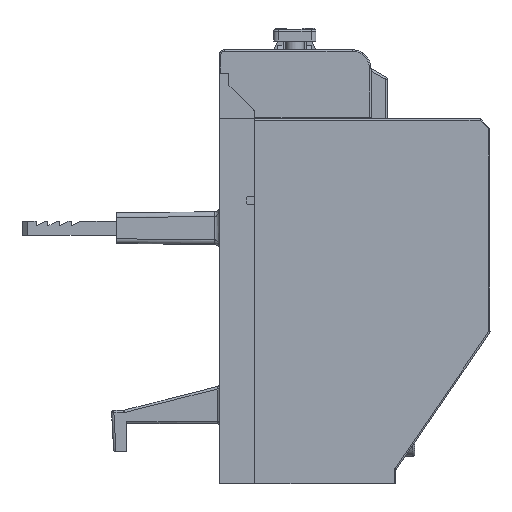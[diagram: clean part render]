
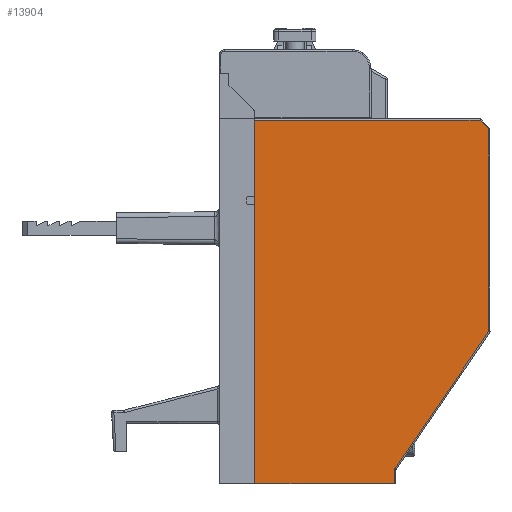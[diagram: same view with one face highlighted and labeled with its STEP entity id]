
A CAD part, left-side view. The second image highlights one B-rep face of the part: STEP entity #13904.
In plain terms, the highlighted face is planar.
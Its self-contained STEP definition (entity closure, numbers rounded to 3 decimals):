
#940=CARTESIAN_POINT('',(35.95,-15.8,0.157));
#942=DIRECTION('',(0.,0.,-1.));
#943=VECTOR('',#942,43.133);
#944=CARTESIAN_POINT('',(35.95,-15.8,0.157));
#945=LINE('',#944,#943);
#956=CARTESIAN_POINT('',(35.95,-15.8,-42.976));
#968=CARTESIAN_POINT('',(35.95,-13.976,-44.8));
#970=DIRECTION('',(0.,1.,0.));
#971=VECTOR('',#970,47.876);
#972=CARTESIAN_POINT('',(35.95,-13.976,-44.8));
#973=LINE('',#972,#971);
#3605=DIRECTION('',(0.,-0.707,0.707));
#3606=VECTOR('',#3605,2.58);
#3607=CARTESIAN_POINT('',(35.95,-13.976,-44.8));
#3608=LINE('',#3607,#3606);
#3609=DIRECTION('',(0.,0.564,0.825));
#3610=VECTOR('',#3609,35.248);
#3611=CARTESIAN_POINT('',(35.95,-15.8,0.157));
#3612=LINE('',#3611,#3610);
#3613=CARTESIAN_POINT('',(35.95,3.6,29.593));
#3614=DIRECTION('',(1.,0.,0.));
#3615=DIRECTION('',(0.,0.825,-0.564));
#3616=AXIS2_PLACEMENT_3D('',#3613,#3614,#3615);
#3618=DIRECTION('',(0.,1.,0.));
#3619=VECTOR('',#3618,29.7);
#3620=CARTESIAN_POINT('',(35.95,4.2,32.5));
#3621=LINE('',#3620,#3619);
#3622=DIRECTION('',(0.,0.,-1.));
#3623=VECTOR('',#3622,77.3);
#3624=CARTESIAN_POINT('',(35.95,33.9,32.5));
#3625=LINE('',#3624,#3623);
#3630=DIRECTION('',(0.,0.,-1.));
#3631=VECTOR('',#3630,2.907);
#3632=CARTESIAN_POINT('',(35.95,4.2,32.5));
#3633=LINE('',#3632,#3631);
#5861=CARTESIAN_POINT('',(35.95,4.095,29.254));
#5862=VERTEX_POINT('',#5861);
#5863=CARTESIAN_POINT('',(35.95,4.2,29.593));
#5864=VERTEX_POINT('',#5863);
#5865=VERTEX_POINT('',#940);
#5866=VERTEX_POINT('',#956);
#5868=VERTEX_POINT('',#968);
#5870=CARTESIAN_POINT('',(35.95,33.9,-44.8));
#5872=VERTEX_POINT('',#5870);
#5885=CARTESIAN_POINT('',(35.95,33.9,32.5));
#5886=VERTEX_POINT('',#5885);
#6829=CARTESIAN_POINT('',(35.95,4.2,32.5));
#6830=VERTEX_POINT('',#6829);
#13887=CARTESIAN_POINT('',(35.95,33.9,32.5));
#13888=DIRECTION('',(-1.,0.,0.));
#13889=DIRECTION('',(0.,1.,0.));
#13890=AXIS2_PLACEMENT_3D('',#13887,#13888,#13889);
#13891=PLANE('',#13890);
#13892=ORIENTED_EDGE('',*,*,#8526,.T.);
#13893=ORIENTED_EDGE('',*,*,#8504,.F.);
#13894=ORIENTED_EDGE('',*,*,#8483,.T.);
#13895=ORIENTED_EDGE('',*,*,#8461,.T.);
#13897=ORIENTED_EDGE('',*,*,#13896,.F.);
#13899=ORIENTED_EDGE('',*,*,#13898,.T.);
#13900=ORIENTED_EDGE('',*,*,#7290,.T.);
#13901=ORIENTED_EDGE('',*,*,#8547,.F.);
#13902=EDGE_LOOP('',(#13892,#13893,#13894,#13895,#13897,#13899,#13900,#13901));
#13903=FACE_OUTER_BOUND('',#13902,.F.);
#3617=CIRCLE('',#3616,0.6);
#7290=EDGE_CURVE('',#5886,#5872,#3625,.T.);
#8461=EDGE_CURVE('',#5862,#5864,#3617,.T.);
#8483=EDGE_CURVE('',#5865,#5862,#3612,.T.);
#8504=EDGE_CURVE('',#5865,#5866,#945,.T.);
#8526=EDGE_CURVE('',#5868,#5866,#3608,.T.);
#8547=EDGE_CURVE('',#5868,#5872,#973,.T.);
#13896=EDGE_CURVE('',#6830,#5864,#3633,.T.);
#13898=EDGE_CURVE('',#6830,#5886,#3621,.T.);
#13904=ADVANCED_FACE('',(#13903),#13891,.F.);
